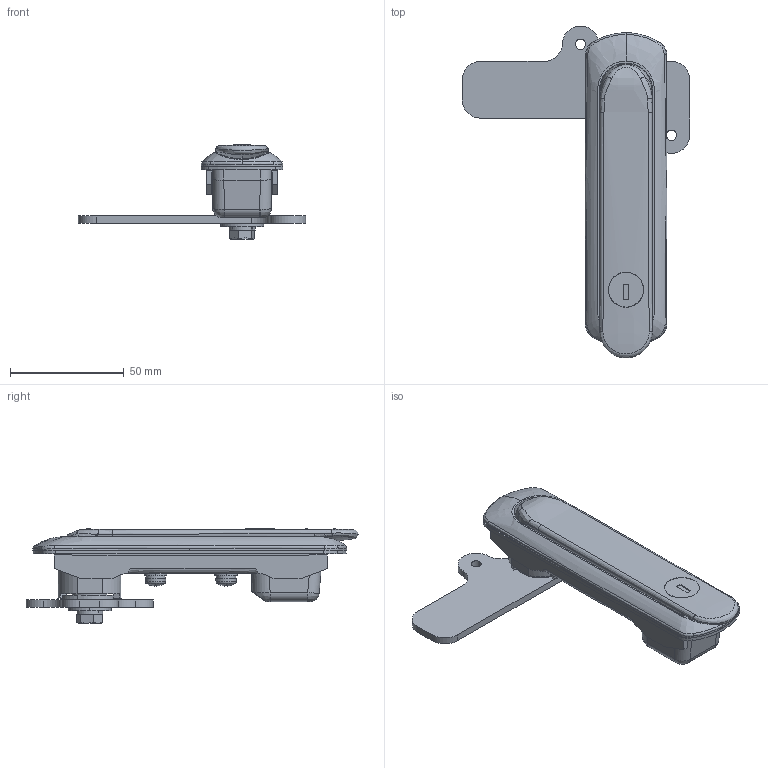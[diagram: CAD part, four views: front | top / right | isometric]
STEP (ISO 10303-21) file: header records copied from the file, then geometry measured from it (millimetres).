
FILE_DESCRIPTION (( 'STEP AP203' ), '1' );
FILE_NAME ('A-464-1-1.STEP', '2024-01-11T06:08:33', ( '' ), ( '' ), 'SwSTEP 2.0', 'SolidWorks 2021', '' );
FILE_SCHEMA (( 'CONFIG_CONTROL_DESIGN' ));
Length unit declared in the file: millimetre
Products named in the file (14): A-464-1-1; copy03057_hex head bolt_ver1.06__M6x12十字穴付六角ボルト(鉄)SWシングルセムス(P2); 03057-B102__20221007_修正A-464-1-1; copy03057_AC-25-E-1_; A-464-1-1_packing_; 03057-B104_; copy03057_rotor__#200-4_; copy03057_cross-recessed head machine screw_ver1.06__M5x14十字穴付なべ小ねじ(鉄)ダブルセムス(P3); 03057-B002__A-464-1-1(#0200); 03057-B101__-1-1 SC (B101-006); 03057-B122_; 03057-B103_; 03465-B109_; copy03057_washer_ver1.03_★M6平ワッシャー(SUS)φ19×t1.5特寸
Assembly tree (14 placements, depth 3):
  A-464-1-1
    03057-B101__-1-1 SC (B101-006)
    03057-B002__A-464-1-1(#0200)
      03057-B103_
      03057-B102__20221007_修正A-464-1-1
      03057-B104_
      copy03057_rotor__#200-4_
    03057-B122_
    03465-B109_
    copy03057_cross-recessed head machine screw_ver1.06__M5x14十字穴付なべ小ねじ(鉄)ダブルセムス(P3)  x2
    copy03057_AC-25-E-1_
    copy03057_hex head bolt_ver1.06__M6x12十字穴付六角ボルト(鉄)SWシングルセムス(P2)
    copy03057_washer_ver1.03_★M6平ワッシャー(SUS)φ19×t1.5特寸
    A-464-1-1_packing_
Bounding box: 100 x 146 x 41.5 mm (x, y, z)
Volume: 80403.3 mm3; surface area: 55987.6 mm2
Topology: 13 solids, 13 shells, 555 faces, 1406 edges, 898 vertices
Faces by surface type: plane 254, cylinder 188, cone 50, bspline 49, sphere 10, torus 4
Entity records: 22622 total; most frequent: CARTESIAN_POINT 9032, ORIENTED_EDGE 2616, DIRECTION 2425, EDGE_CURVE 1308, AXIS2_PLACEMENT_3D 897, VERTEX_POINT 840, VECTOR 631, LINE 631
